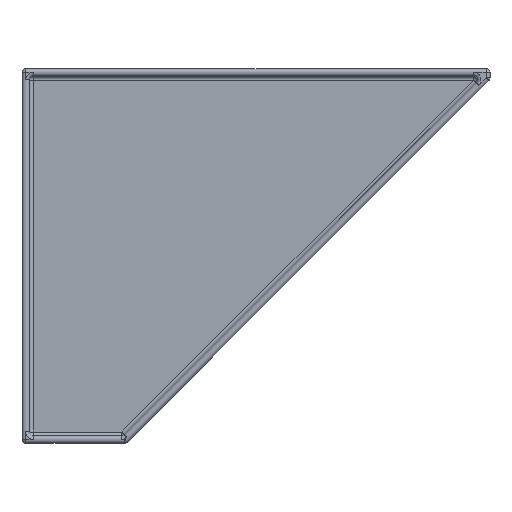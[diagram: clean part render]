
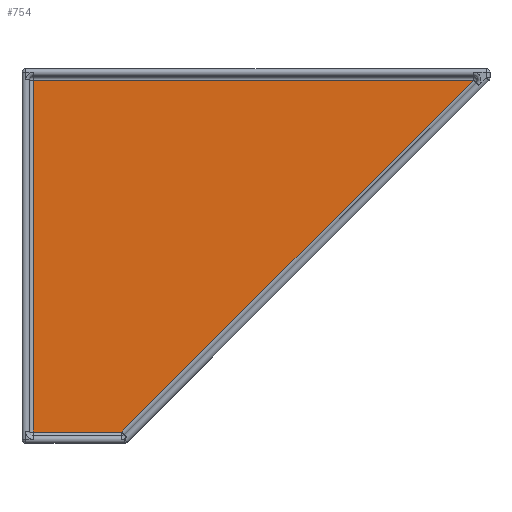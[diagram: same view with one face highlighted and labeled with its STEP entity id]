
A CAD part, top view. The second image highlights one B-rep face of the part: STEP entity #754.
In plain terms, the highlighted planar face has unit normal (0, 0, 1).
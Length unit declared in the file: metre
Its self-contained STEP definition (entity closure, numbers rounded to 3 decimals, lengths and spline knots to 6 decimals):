
#165=ORIENTED_EDGE('',*,*,#389,.T.);
#166=ORIENTED_EDGE('',*,*,#390,.T.);
#167=ORIENTED_EDGE('',*,*,#391,.T.);
#168=ORIENTED_EDGE('',*,*,#392,.T.);
#389=EDGE_CURVE('',#501,#502,#555,.T.);
#390=EDGE_CURVE('',#502,#503,#556,.T.);
#391=EDGE_CURVE('',#503,#504,#557,.F.);
#392=EDGE_CURVE('',#504,#501,#558,.T.);
#501=VERTEX_POINT('',#1332);
#502=VERTEX_POINT('',#1333);
#503=VERTEX_POINT('',#1335);
#504=VERTEX_POINT('',#1337);
#555=LINE('',#1331,#609);
#556=LINE('',#1334,#610);
#557=LINE('',#1336,#611);
#558=LINE('',#1338,#612);
#609=VECTOR('',#1013,1.);
#610=VECTOR('',#1014,1.);
#611=VECTOR('',#1015,1.);
#612=VECTOR('',#1016,1.);
#627=EDGE_LOOP('',(#165,#166,#167,#168));
#683=FACE_BOUND('',#627,.T.);
#739=PLANE('',#827);
#754=ADVANCED_FACE('',(#683),#739,.T.);
#827=AXIS2_PLACEMENT_3D('',#1330,#1011,#1012);
#1011=DIRECTION('',(0.,0.,1.));
#1012=DIRECTION('',(1.,0.,0.));
#1013=DIRECTION('',(1.,0.,0.));
#1014=DIRECTION('',(0.707,0.707,0.));
#1015=DIRECTION('',(1.,0.,0.));
#1016=DIRECTION('',(0.,-1.,0.));
#1330=CARTESIAN_POINT('',(-0.107204,0.067616,0.004));
#1331=CARTESIAN_POINT('',(-0.178204,-0.026384,0.004));
#1332=CARTESIAN_POINT('',(-0.226204,-0.026384,0.004));
#1333=CARTESIAN_POINT('',(-0.179032,-0.026384,0.004));
#1334=CARTESIAN_POINT('',(0.012382,0.16503,0.004));
#1335=CARTESIAN_POINT('',(0.008968,0.161616,0.004));
#1336=CARTESIAN_POINT('',(-0.107204,0.161616,0.004));
#1337=CARTESIAN_POINT('',(-0.226204,0.161616,0.004));
#1338=CARTESIAN_POINT('',(-0.226204,-0.028384,0.004));
